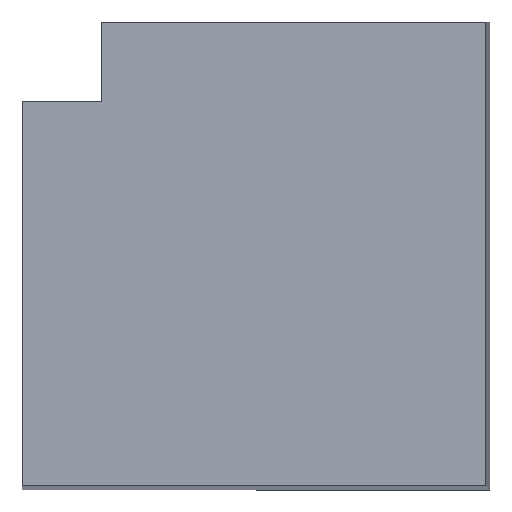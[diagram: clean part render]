
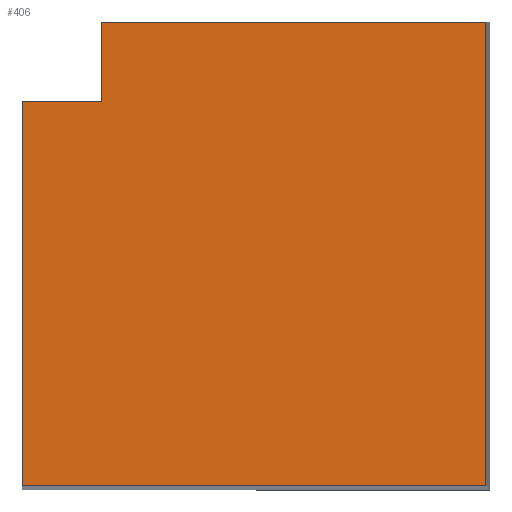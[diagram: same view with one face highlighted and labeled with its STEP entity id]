
A CAD part, top view. The second image highlights one B-rep face of the part: STEP entity #406.
In plain terms, the highlighted planar face has unit normal (0, 0, 1).
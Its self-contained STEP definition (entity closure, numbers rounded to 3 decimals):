
#3 = LINE ( 'NONE', #140, #100 ) ;
#11 = LINE ( 'NONE', #162, #426 ) ;
#30 = VERTEX_POINT ( 'NONE', #84 ) ;
#32 = ORIENTED_EDGE ( 'NONE', *, *, #283, .T. ) ;
#34 = EDGE_CURVE ( 'NONE', #68, #421, #11, .T. ) ;
#39 = DIRECTION ( 'NONE',  ( 1., 0., 0. ) ) ;
#44 = DIRECTION ( 'NONE',  ( 0., 0., -1. ) ) ;
#58 = CARTESIAN_POINT ( 'NONE',  ( -205., -85., 55.5 ) ) ;
#61 = DIRECTION ( 'NONE',  ( 0., -1., 0. ) ) ;
#68 = VERTEX_POINT ( 'NONE', #478 ) ;
#70 = EDGE_LOOP ( 'NONE', ( #261, #414, #465, #419, #366, #32 ) ) ;
#76 = EDGE_CURVE ( 'NONE', #474, #30, #280, .T. ) ;
#84 = CARTESIAN_POINT ( 'NONE',  ( 0., -85., 55.5 ) ) ;
#97 = PLANE ( 'NONE',  #430 ) ;
#100 = VECTOR ( 'NONE', #121, 1000. ) ;
#107 = CARTESIAN_POINT ( 'NONE',  ( -205., -85., 55.5 ) ) ;
#118 = CARTESIAN_POINT ( 'NONE',  ( -205., 85., 55.5 ) ) ;
#121 = DIRECTION ( 'NONE',  ( 1., 0., 0. ) ) ;
#140 = CARTESIAN_POINT ( 'NONE',  ( -205., 85., 55.5 ) ) ;
#162 = CARTESIAN_POINT ( 'NONE',  ( -170., 120., 55.5 ) ) ;
#179 = VECTOR ( 'NONE', #212, 1000. ) ;
#211 = VERTEX_POINT ( 'NONE', #58 ) ;
#212 = DIRECTION ( 'NONE',  ( 0., -1., 0. ) ) ;
#213 = CARTESIAN_POINT ( 'NONE',  ( 0., 120., 55.5 ) ) ;
#227 = EDGE_CURVE ( 'NONE', #211, #30, #297, .T. ) ;
#249 = DIRECTION ( 'NONE',  ( 1., 0., 0. ) ) ;
#251 = VERTEX_POINT ( 'NONE', #455 ) ;
#257 = DIRECTION ( 'NONE',  ( -1., 0., 0. ) ) ;
#259 = CARTESIAN_POINT ( 'NONE',  ( -205., 85., 55.5 ) ) ;
#261 = ORIENTED_EDGE ( 'NONE', *, *, #227, .T. ) ;
#278 = CARTESIAN_POINT ( 'NONE',  ( 0., 120., 55.5 ) ) ;
#280 = LINE ( 'NONE', #213, #472 ) ;
#282 = FACE_OUTER_BOUND ( 'NONE', #70, .T. ) ;
#283 = EDGE_CURVE ( 'NONE', #251, #211, #439, .T. ) ;
#297 = LINE ( 'NONE', #107, #412 ) ;
#366 = ORIENTED_EDGE ( 'NONE', *, *, #407, .F. ) ;
#372 = EDGE_CURVE ( 'NONE', #68, #474, #447, .T. ) ;
#406 = ADVANCED_FACE ( 'NONE', ( #282 ), #97, .F. ) ;
#407 = EDGE_CURVE ( 'NONE', #251, #421, #3, .T. ) ;
#412 = VECTOR ( 'NONE', #39, 1000. ) ;
#414 = ORIENTED_EDGE ( 'NONE', *, *, #76, .F. ) ;
#419 = ORIENTED_EDGE ( 'NONE', *, *, #34, .T. ) ;
#421 = VERTEX_POINT ( 'NONE', #483 ) ;
#422 = VECTOR ( 'NONE', #249, 1000. ) ;
#426 = VECTOR ( 'NONE', #61, 1000. ) ;
#430 = AXIS2_PLACEMENT_3D ( 'NONE', #259, #44, #257 ) ;
#439 = LINE ( 'NONE', #118, #179 ) ;
#447 = LINE ( 'NONE', #494, #422 ) ;
#455 = CARTESIAN_POINT ( 'NONE',  ( -205., 85., 55.5 ) ) ;
#464 = DIRECTION ( 'NONE',  ( 0., -1., 0. ) ) ;
#465 = ORIENTED_EDGE ( 'NONE', *, *, #372, .F. ) ;
#472 = VECTOR ( 'NONE', #464, 1000. ) ;
#474 = VERTEX_POINT ( 'NONE', #278 ) ;
#478 = CARTESIAN_POINT ( 'NONE',  ( -170., 120., 55.5 ) ) ;
#483 = CARTESIAN_POINT ( 'NONE',  ( -170., 85., 55.5 ) ) ;
#494 = CARTESIAN_POINT ( 'NONE',  ( -170., 120., 55.5 ) ) ;
